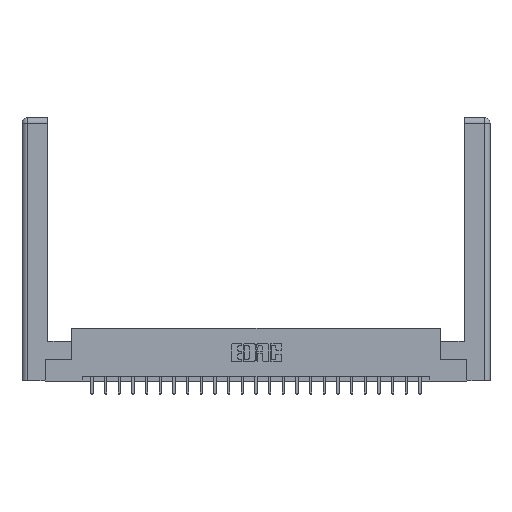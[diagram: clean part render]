
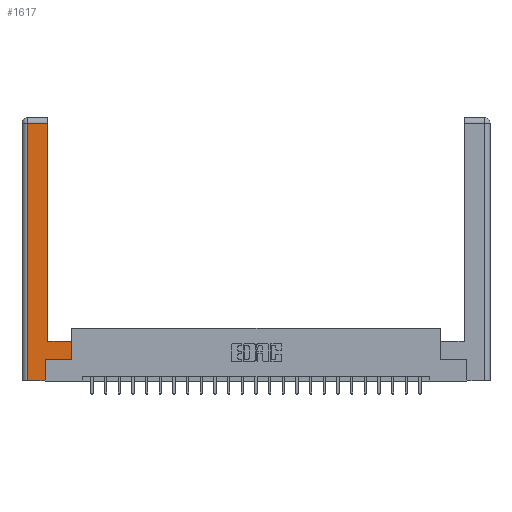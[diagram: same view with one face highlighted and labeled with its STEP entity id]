
A CAD part, top view. The second image highlights one B-rep face of the part: STEP entity #1617.
In plain terms, the highlighted planar face has unit normal (0, 0, 1).
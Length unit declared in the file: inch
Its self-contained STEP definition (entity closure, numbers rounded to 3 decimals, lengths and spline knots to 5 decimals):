
#73 = VERTEX_POINT ( 'NONE', #12388 ) ;
#847 = DIRECTION ( 'NONE',  ( 0., 1., 0. ) ) ;
#869 = VERTEX_POINT ( 'NONE', #18493 ) ;
#1617 = ADVANCED_FACE ( 'NONE', ( #11627 ), #4607, .F. ) ;
#1743 = VECTOR ( 'NONE', #7318, 39.37008 ) ;
#1809 = CARTESIAN_POINT ( 'NONE',  ( 0.0615, 0., 0. ) ) ;
#1833 = DIRECTION ( 'NONE',  ( 0., 1., 0. ) ) ;
#1973 = DIRECTION ( 'NONE',  ( 0., -1., 0. ) ) ;
#2169 = ORIENTED_EDGE ( 'NONE', *, *, #21042, .T. ) ;
#2180 = VECTOR ( 'NONE', #6210, 39.37008 ) ;
#2463 = LINE ( 'NONE', #1809, #14701 ) ;
#2619 = EDGE_CURVE ( 'NONE', #73, #20216, #5454, .T. ) ;
#3048 = VECTOR ( 'NONE', #3603, 39.37008 ) ;
#3603 = DIRECTION ( 'NONE',  ( 1., 0., 0. ) ) ;
#3605 = VECTOR ( 'NONE', #8179, 39.37008 ) ;
#3802 = CARTESIAN_POINT ( 'NONE',  ( 0.0615, 2.94, 0. ) ) ;
#4427 = EDGE_CURVE ( 'NONE', #20216, #4657, #23021, .T. ) ;
#4607 = PLANE ( 'NONE',  #20103 ) ;
#4657 = VERTEX_POINT ( 'NONE', #6237 ) ;
#5454 = LINE ( 'NONE', #19875, #14207 ) ;
#5727 = ORIENTED_EDGE ( 'NONE', *, *, #21203, .T. ) ;
#6210 = DIRECTION ( 'NONE',  ( 1., 0., 0. ) ) ;
#6237 = CARTESIAN_POINT ( 'NONE',  ( 0.565, 0.245, 0. ) ) ;
#6860 = ORIENTED_EDGE ( 'NONE', *, *, #18718, .T. ) ;
#7318 = DIRECTION ( 'NONE',  ( -1., 0., 0. ) ) ;
#7640 = VERTEX_POINT ( 'NONE', #3802 ) ;
#7715 = CARTESIAN_POINT ( 'NONE',  ( 0.265, 0.245, 0. ) ) ;
#8019 = CARTESIAN_POINT ( 'NONE',  ( 0.295, 0.45, 0. ) ) ;
#8179 = DIRECTION ( 'NONE',  ( -1., 0., 0. ) ) ;
#8325 = DIRECTION ( 'NONE',  ( 0., 0., -1. ) ) ;
#9031 = ORIENTED_EDGE ( 'NONE', *, *, #15677, .T. ) ;
#9796 = CARTESIAN_POINT ( 'NONE',  ( 0.565, 0.45, 0. ) ) ;
#9864 = VECTOR ( 'NONE', #1833, 39.37008 ) ;
#10038 = CARTESIAN_POINT ( 'NONE',  ( 0.565, 0.45, 0. ) ) ;
#10089 = ORIENTED_EDGE ( 'NONE', *, *, #22129, .T. ) ;
#10329 = LINE ( 'NONE', #8019, #3605 ) ;
#10692 = CARTESIAN_POINT ( 'NONE',  ( 0.295, 3., 0. ) ) ;
#10843 = CARTESIAN_POINT ( 'NONE',  ( 0.295, 2.94, 0. ) ) ;
#10924 = CARTESIAN_POINT ( 'NONE',  ( 0.0615, 2.94, 0. ) ) ;
#10975 = VERTEX_POINT ( 'NONE', #10843 ) ;
#11158 = CARTESIAN_POINT ( 'NONE',  ( 0.265, 0., 0. ) ) ;
#11627 = FACE_OUTER_BOUND ( 'NONE', #18002, .T. ) ;
#12388 = CARTESIAN_POINT ( 'NONE',  ( 0.265, 0., 0. ) ) ;
#12404 = VERTEX_POINT ( 'NONE', #10038 ) ;
#12734 = CARTESIAN_POINT ( 'NONE',  ( 0.565, 0.245, 0. ) ) ;
#14207 = VECTOR ( 'NONE', #20460, 39.37008 ) ;
#14235 = ORIENTED_EDGE ( 'NONE', *, *, #18661, .T. ) ;
#14277 = LINE ( 'NONE', #10924, #1743 ) ;
#14701 = VECTOR ( 'NONE', #1973, 39.37008 ) ;
#15677 = EDGE_CURVE ( 'NONE', #12404, #22594, #10329, .T. ) ;
#15950 = CARTESIAN_POINT ( 'NONE',  ( 0., 0., 0. ) ) ;
#16239 = VECTOR ( 'NONE', #847, 39.37008 ) ;
#17057 = LINE ( 'NONE', #11158, #2180 ) ;
#17549 = ORIENTED_EDGE ( 'NONE', *, *, #2619, .T. ) ;
#18002 = EDGE_LOOP ( 'NONE', ( #5727, #2169, #14235, #6860, #17549, #22452, #10089, #9031 ) ) ;
#18493 = CARTESIAN_POINT ( 'NONE',  ( 0.0615, 0., 0. ) ) ;
#18661 = EDGE_CURVE ( 'NONE', #7640, #869, #2463, .T. ) ;
#18718 = EDGE_CURVE ( 'NONE', #869, #73, #17057, .T. ) ;
#19347 = DIRECTION ( 'NONE',  ( -1., 0., 0. ) ) ;
#19875 = CARTESIAN_POINT ( 'NONE',  ( 0.265, 0.245, 0. ) ) ;
#20103 = AXIS2_PLACEMENT_3D ( 'NONE', #15950, #8325, #19347 ) ;
#20216 = VERTEX_POINT ( 'NONE', #7715 ) ;
#20460 = DIRECTION ( 'NONE',  ( 0., 1., 0. ) ) ;
#20768 = LINE ( 'NONE', #10692, #9864 ) ;
#21042 = EDGE_CURVE ( 'NONE', #10975, #7640, #14277, .T. ) ;
#21203 = EDGE_CURVE ( 'NONE', #22594, #10975, #20768, .T. ) ;
#21477 = CARTESIAN_POINT ( 'NONE',  ( 0.295, 0.45, 0. ) ) ;
#22129 = EDGE_CURVE ( 'NONE', #4657, #12404, #24252, .T. ) ;
#22452 = ORIENTED_EDGE ( 'NONE', *, *, #4427, .T. ) ;
#22594 = VERTEX_POINT ( 'NONE', #21477 ) ;
#23021 = LINE ( 'NONE', #12734, #3048 ) ;
#24252 = LINE ( 'NONE', #9796, #16239 ) ;
